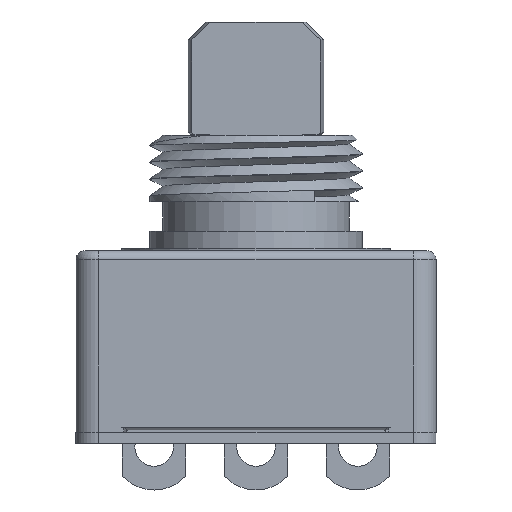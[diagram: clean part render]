
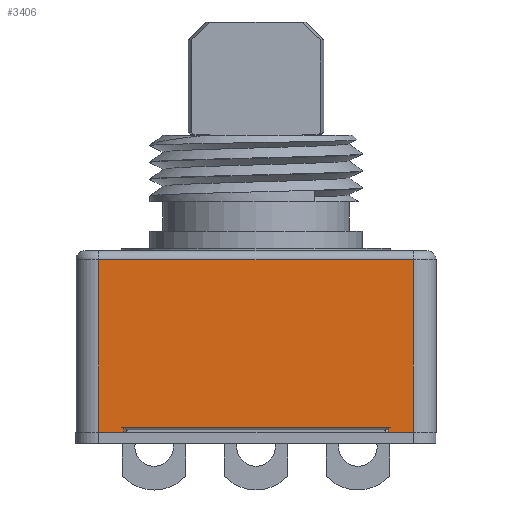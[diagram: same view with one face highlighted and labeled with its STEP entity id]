
A CAD part, left-side view. The second image highlights one B-rep face of the part: STEP entity #3406.
In plain terms, the highlighted planar face has unit normal (-1, 0, 0).
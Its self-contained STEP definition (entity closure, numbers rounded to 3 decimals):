
#92 = VERTEX_POINT ( 'NONE', #11273 ) ;
#473 = PLANE ( 'NONE',  #6446 ) ;
#573 = CARTESIAN_POINT ( 'NONE',  ( -7.87, -6.95, -8.116 ) ) ;
#610 = DIRECTION ( 'NONE',  ( 0., -1., 0. ) ) ;
#903 = EDGE_CURVE ( 'NONE', #3552, #12206, #14762, .T. ) ;
#1236 = EDGE_CURVE ( 'NONE', #3552, #92, #14370, .T. ) ;
#1247 = CARTESIAN_POINT ( 'NONE',  ( -7.87, -6.95, -8.116 ) ) ;
#1311 = VERTEX_POINT ( 'NONE', #573 ) ;
#1704 = CARTESIAN_POINT ( 'NONE',  ( -7.87, 5.471, -10.533 ) ) ;
#2327 = VERTEX_POINT ( 'NONE', #9318 ) ;
#2542 = CARTESIAN_POINT ( 'NONE',  ( -7.87, 6.95, -7.916 ) ) ;
#2688 = ORIENTED_EDGE ( 'NONE', *, *, #1236, .F. ) ;
#2981 = LINE ( 'NONE', #4290, #3686 ) ;
#3239 = CARTESIAN_POINT ( 'NONE',  ( -7.87, -5.837, -8.116 ) ) ;
#3315 = VECTOR ( 'NONE', #10614, 1000. ) ;
#3352 = DIRECTION ( 'NONE',  ( 0., 0., 1. ) ) ;
#3406 = ADVANCED_FACE ( 'NONE', ( #10504 ), #473, .T. ) ;
#3503 = VECTOR ( 'NONE', #9660, 1000. ) ;
#3552 = VERTEX_POINT ( 'NONE', #11745 ) ;
#3686 = VECTOR ( 'NONE', #6792, 1000. ) ;
#3923 = ORIENTED_EDGE ( 'NONE', *, *, #5481, .T. ) ;
#4011 = CARTESIAN_POINT ( 'NONE',  ( -7.87, -6.95, -0.5 ) ) ;
#4290 = CARTESIAN_POINT ( 'NONE',  ( -7.87, -6.95, -4.145 ) ) ;
#5034 = DIRECTION ( 'NONE',  ( 0., 1., 0. ) ) ;
#5100 = CARTESIAN_POINT ( 'NONE',  ( -7.87, 7.722, -7.477 ) ) ;
#5227 = DIRECTION ( 'NONE',  ( -1., 0., 0. ) ) ;
#5419 = VECTOR ( 'NONE', #9851, 1000. ) ;
#5448 = CARTESIAN_POINT ( 'NONE',  ( -7.87, 5.837, -8.116 ) ) ;
#5481 = EDGE_CURVE ( 'NONE', #12206, #7426, #9681, .T. ) ;
#6056 = EDGE_CURVE ( 'NONE', #9580, #14603, #13309, .T. ) ;
#6446 = AXIS2_PLACEMENT_3D ( 'NONE', #7738, #5227, #610 ) ;
#6687 = VECTOR ( 'NONE', #3352, 1000. ) ;
#6792 = DIRECTION ( 'NONE',  ( 0., 0., 1. ) ) ;
#6996 = LINE ( 'NONE', #11748, #9433 ) ;
#7020 = LINE ( 'NONE', #1247, #11114 ) ;
#7129 = EDGE_CURVE ( 'NONE', #9580, #13013, #7232, .T. ) ;
#7137 = DIRECTION ( 'NONE',  ( 0., 0., 1. ) ) ;
#7232 = LINE ( 'NONE', #7467, #10384 ) ;
#7261 = DIRECTION ( 'NONE',  ( 0., 1., 0. ) ) ;
#7293 = ORIENTED_EDGE ( 'NONE', *, *, #7627, .T. ) ;
#7304 = DIRECTION ( 'NONE',  ( 0., 1., 0. ) ) ;
#7426 = VERTEX_POINT ( 'NONE', #3239 ) ;
#7467 = CARTESIAN_POINT ( 'NONE',  ( -7.87, 5.837, -4.145 ) ) ;
#7473 = ORIENTED_EDGE ( 'NONE', *, *, #10697, .T. ) ;
#7609 = EDGE_LOOP ( 'NONE', ( #3923, #12140, #7473, #11159, #11534, #14535, #12543, #7293, #2688, #7762 ) ) ;
#7627 = EDGE_CURVE ( 'NONE', #13013, #92, #13562, .T. ) ;
#7738 = CARTESIAN_POINT ( 'NONE',  ( -7.87, 6.95, -4.145 ) ) ;
#7762 = ORIENTED_EDGE ( 'NONE', *, *, #903, .T. ) ;
#7915 = CARTESIAN_POINT ( 'NONE',  ( -7.87, 5.837, -7.914 ) ) ;
#8049 = CARTESIAN_POINT ( 'NONE',  ( -7.87, 6.95, -4.145 ) ) ;
#8808 = EDGE_CURVE ( 'NONE', #12818, #2327, #6996, .T. ) ;
#9318 = CARTESIAN_POINT ( 'NONE',  ( -7.87, 6.95, -0.5 ) ) ;
#9433 = VECTOR ( 'NONE', #5034, 1000. ) ;
#9580 = VERTEX_POINT ( 'NONE', #5448 ) ;
#9591 = CARTESIAN_POINT ( 'NONE',  ( -7.87, -5.837, -4.145 ) ) ;
#9660 = DIRECTION ( 'NONE',  ( 0., 1., 0. ) ) ;
#9681 = LINE ( 'NONE', #9591, #3315 ) ;
#9851 = DIRECTION ( 'NONE',  ( 0., -0.974, -0.226 ) ) ;
#10384 = VECTOR ( 'NONE', #7137, 1000. ) ;
#10504 = FACE_OUTER_BOUND ( 'NONE', #7609, .T. ) ;
#10531 = LINE ( 'NONE', #8049, #6687 ) ;
#10583 = CARTESIAN_POINT ( 'NONE',  ( -7.87, -5.837, -7.914 ) ) ;
#10614 = DIRECTION ( 'NONE',  ( 0., 0., -1. ) ) ;
#10697 = EDGE_CURVE ( 'NONE', #1311, #12818, #2981, .T. ) ;
#10967 = VECTOR ( 'NONE', #7304, 1000. ) ;
#10976 = VECTOR ( 'NONE', #13528, 1000. ) ;
#11114 = VECTOR ( 'NONE', #7261, 1000. ) ;
#11159 = ORIENTED_EDGE ( 'NONE', *, *, #8808, .T. ) ;
#11273 = CARTESIAN_POINT ( 'NONE',  ( -7.87, 5.829, -7.916 ) ) ;
#11534 = ORIENTED_EDGE ( 'NONE', *, *, #14367, .F. ) ;
#11745 = CARTESIAN_POINT ( 'NONE',  ( -7.87, -5.829, -7.916 ) ) ;
#11748 = CARTESIAN_POINT ( 'NONE',  ( -7.87, 6.95, -0.5 ) ) ;
#11771 = EDGE_CURVE ( 'NONE', #1311, #7426, #7020, .T. ) ;
#12140 = ORIENTED_EDGE ( 'NONE', *, *, #11771, .F. ) ;
#12157 = CARTESIAN_POINT ( 'NONE',  ( -7.87, 5.837, -8.116 ) ) ;
#12206 = VERTEX_POINT ( 'NONE', #10583 ) ;
#12307 = CARTESIAN_POINT ( 'NONE',  ( -7.87, 6.95, -8.116 ) ) ;
#12543 = ORIENTED_EDGE ( 'NONE', *, *, #7129, .T. ) ;
#12818 = VERTEX_POINT ( 'NONE', #4011 ) ;
#13013 = VERTEX_POINT ( 'NONE', #7915 ) ;
#13309 = LINE ( 'NONE', #12157, #3503 ) ;
#13528 = DIRECTION ( 'NONE',  ( 0., -0.974, 0.226 ) ) ;
#13562 = LINE ( 'NONE', #5100, #5419 ) ;
#14367 = EDGE_CURVE ( 'NONE', #14603, #2327, #10531, .T. ) ;
#14370 = LINE ( 'NONE', #2542, #10967 ) ;
#14535 = ORIENTED_EDGE ( 'NONE', *, *, #6056, .F. ) ;
#14603 = VERTEX_POINT ( 'NONE', #12307 ) ;
#14762 = LINE ( 'NONE', #1704, #10976 ) ;
